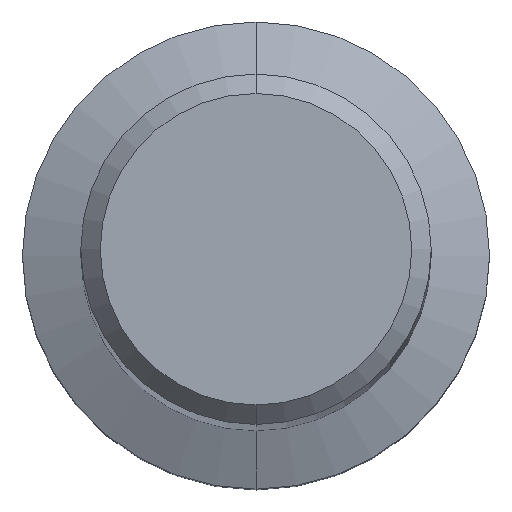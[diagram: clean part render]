
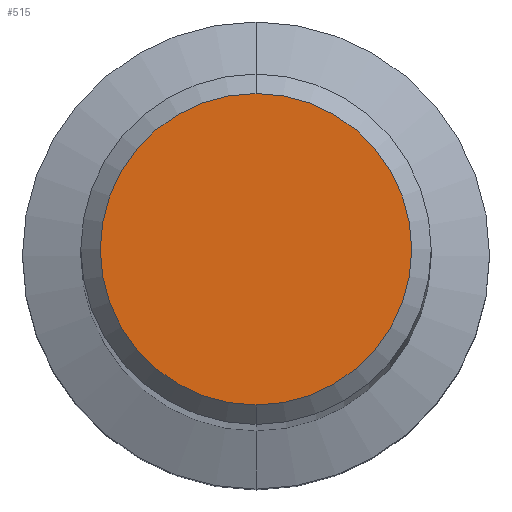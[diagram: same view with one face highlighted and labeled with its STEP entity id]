
A CAD part, top view. The second image highlights one B-rep face of the part: STEP entity #515.
In plain terms, the highlighted planar face has unit normal (0, 0, 1).
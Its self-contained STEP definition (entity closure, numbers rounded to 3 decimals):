
#239=EDGE_CURVE('',#407,#337,#598,.T.);
#337=VERTEX_POINT('',#707);
#407=VERTEX_POINT('',#784);
#447=EDGE_CURVE('',#337,#407,#829,.T.);
#515=ADVANCED_FACE('',(#905),#906,.T.);
#598=CIRCLE('',#1041,4.0);
#707=CARTESIAN_POINT('',(0.,-4.0,0.0));
#784=CARTESIAN_POINT('',(0.0,4.0,0.0));
#829=CIRCLE('',#1393,4.0);
#905=FACE_OUTER_BOUND('',#1592,.T.);
#906=PLANE('',#1593);
#1041=AXIS2_PLACEMENT_3D('',#1698,#1699,#1700);
#1393=AXIS2_PLACEMENT_3D('',#1980,#1981,#1982);
#1592=EDGE_LOOP('',(#2063,#2064));
#1593=AXIS2_PLACEMENT_3D('',#2065,#2066,#2067);
#1698=CARTESIAN_POINT('',(0.0,0.0,0.0));
#1699=DIRECTION('',(0.0,0.0,-1.0));
#1700=DIRECTION('',(0.0,1.0,0.0));
#1980=CARTESIAN_POINT('',(0.0,0.0,0.0));
#1981=DIRECTION('',(0.0,0.0,-1.0));
#1982=DIRECTION('',(0.0,1.0,0.0));
#2063=ORIENTED_EDGE('',*,*,#239,.F.);
#2064=ORIENTED_EDGE('',*,*,#447,.F.);
#2065=CARTESIAN_POINT('',(0.0,2.0,0.0));
#2066=DIRECTION('',(-0.0,0.0,1.0));
#2067=DIRECTION('',(0.0,-1.0,0.0));
